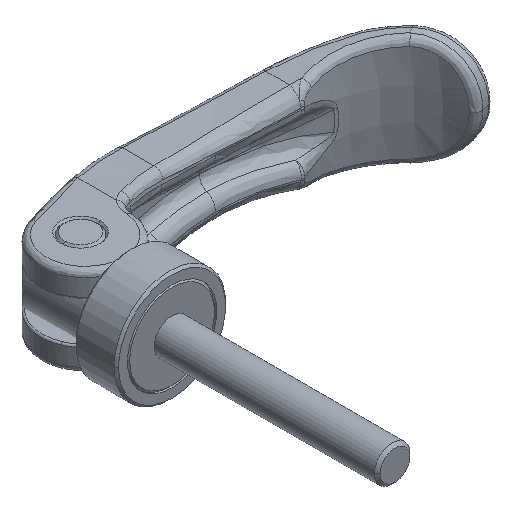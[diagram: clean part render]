
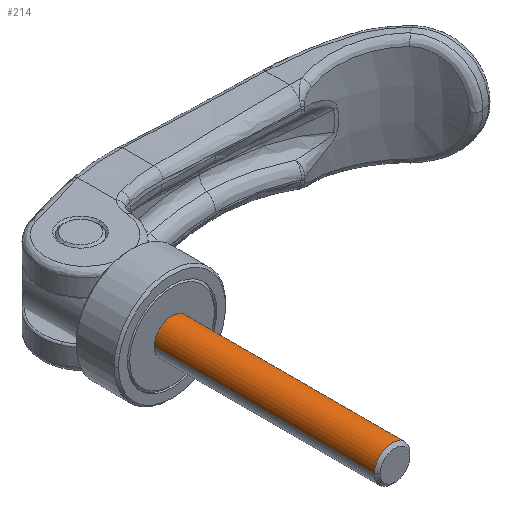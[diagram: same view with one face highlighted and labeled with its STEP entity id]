
A CAD part, isometric view. The second image highlights one B-rep face of the part: STEP entity #214.
In plain terms, the highlighted cylindrical face has radius 4 mm (diameter 8 mm), a partial arc.
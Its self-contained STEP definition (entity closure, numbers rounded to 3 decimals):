
#214=ADVANCED_FACE('',(#550),#551,.T.);
#550=FACE_OUTER_BOUND('',#1030,.T.);
#551=CYLINDRICAL_SURFACE('',#1031,4.0);
#1030=EDGE_LOOP('',(#11746,#11747,#11748,#11749));
#1031=AXIS2_PLACEMENT_3D('',#11750,#11751,#11752);
#11746=ORIENTED_EDGE('',*,*,#12763,.T.);
#11747=ORIENTED_EDGE('',*,*,#12775,.F.);
#11748=ORIENTED_EDGE('',*,*,#12765,.T.);
#11749=ORIENTED_EDGE('',*,*,#12772,.T.);
#11750=CARTESIAN_POINT('',(0.0,-25.0,0.0));
#11751=DIRECTION('',(-0.0,1.0,0.0));
#11752=DIRECTION('',(1.0,0.0,0.0));
#12763=EDGE_CURVE('',#13292,#13293,#13294,.T.);
#12765=EDGE_CURVE('',#13297,#13295,#13298,.T.);
#12772=EDGE_CURVE('',#13295,#13292,#13307,.T.);
#12775=EDGE_CURVE('',#13297,#13293,#13310,.T.);
#13292=VERTEX_POINT('',#14041);
#13293=VERTEX_POINT('',#14042);
#13294=LINE('',#14043,#14044);
#13295=VERTEX_POINT('',#14045);
#13297=VERTEX_POINT('',#14047);
#13298=LINE('',#14048,#14049);
#13307=CIRCLE('',#14060,4.0);
#13310=CIRCLE('',#14063,4.0);
#14041=CARTESIAN_POINT('',(4.0,-49.323,0.0));
#14042=CARTESIAN_POINT('',(4.0,0.0,0.0));
#14043=CARTESIAN_POINT('',(4.0,-25.0,0.));
#14044=VECTOR('',#18452,1.0);
#14045=CARTESIAN_POINT('',(-4.0,-49.323,0.));
#14047=CARTESIAN_POINT('',(-4.0,0.,0.));
#14048=CARTESIAN_POINT('',(-4.0,-25.0,0.));
#14049=VECTOR('',#18456,1.0);
#14060=AXIS2_PLACEMENT_3D('',#18465,#18466,#18467);
#14063=AXIS2_PLACEMENT_3D('',#18471,#18472,#18473);
#18452=DIRECTION('',(0.0,1.0,0.0));
#18456=DIRECTION('',(-0.0,-1.0,-0.0));
#18465=CARTESIAN_POINT('',(0.0,-49.323,0.0));
#18466=DIRECTION('',(0.,1.0,0.0));
#18467=DIRECTION('',(1.0,0.,0.0));
#18471=CARTESIAN_POINT('',(0.0,0.0,0.0));
#18472=DIRECTION('',(0.,1.0,0.0));
#18473=DIRECTION('',(1.0,0.,0.0));
